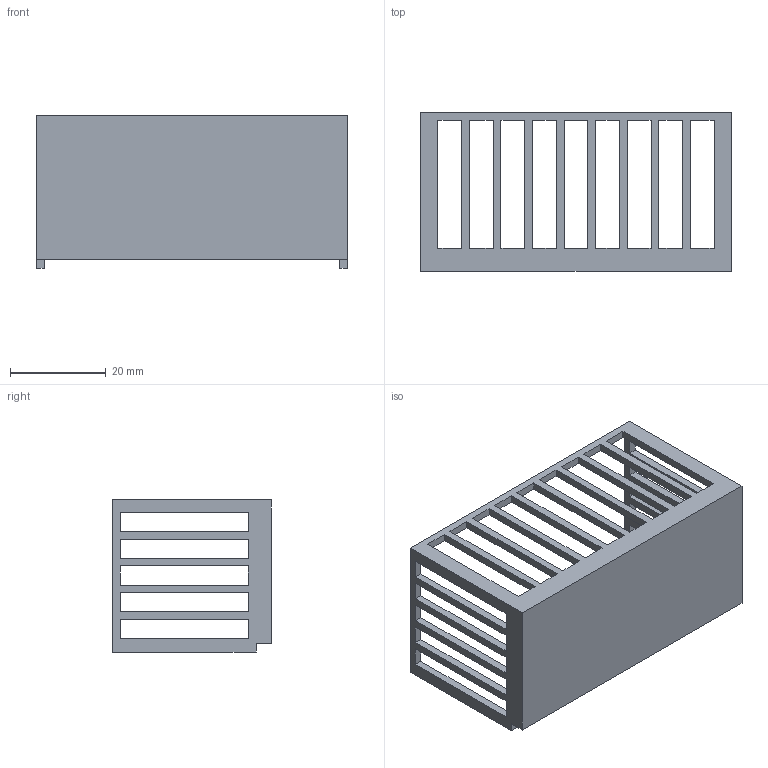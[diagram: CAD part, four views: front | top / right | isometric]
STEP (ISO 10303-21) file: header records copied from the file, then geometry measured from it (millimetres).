
FILE_DESCRIPTION (( 'STEP AP214' ), '1' );
FILE_NAME ('varanda.STEP', '2024-09-05T14:55:56', ( '' ), ( '' ), 'SwSTEP 2.0', 'SolidWorks 2023', '' );
FILE_SCHEMA (( 'AUTOMOTIVE_DESIGN' ));
Length unit declared in the file: millimetre
Products named in the file (1): varanda
Bounding box: 65 x 33.2 x 31.8 mm (x, y, z)
Volume: 8614.4 mm3; surface area: 9485 mm2
Topology: 1 solids, 1 shells, 90 faces, 262 edges, 174 vertices
Faces by surface type: plane 90
Entity records: 3009 total; most frequent: CARTESIAN_POINT 527, ORIENTED_EDGE 524, DIRECTION 444, LINE 262, EDGE_CURVE 262, VECTOR 262, VERTEX_POINT 174, EDGE_LOOP 128
